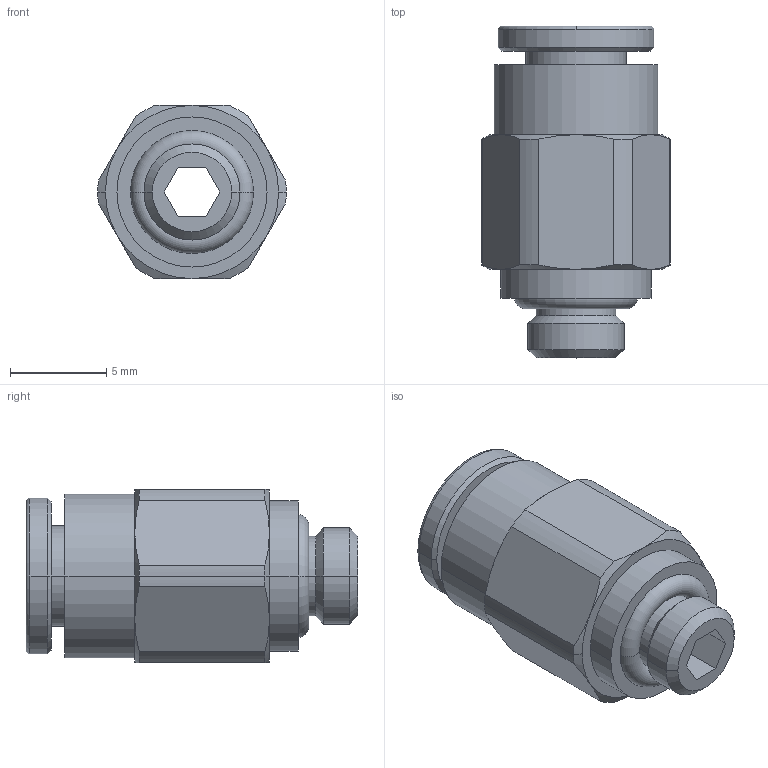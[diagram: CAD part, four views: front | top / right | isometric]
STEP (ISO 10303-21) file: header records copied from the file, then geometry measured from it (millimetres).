
FILE_DESCRIPTION(('STEP AP214'),'1');
FILE_NAME('3101_04_19.stp','2016-07-07T15:00:09',('TraceParts'),('TraceParts S.A.'),'Spatial InterOp 3D',' ',' ');
FILE_SCHEMA(('automotive_design'));
Length unit declared in the file: millimetre
Products named in the file (1): 1
Bounding box: 9.8 x 17.25 x 9 mm (x, y, z)
Volume: 720.3 mm3; surface area: 820.3 mm2
Topology: 1 solids, 1 shells, 68 faces, 156 edges, 96 vertices
Faces by surface type: cylinder 22, cone 22, plane 20, torus 4
Entity records: 1967 total; most frequent: CARTESIAN_POINT 417, DIRECTION 346, ORIENTED_EDGE 312, EDGE_CURVE 156, AXIS2_PLACEMENT_3D 145, VERTEX_POINT 96, EDGE_LOOP 76, CIRCLE 76
